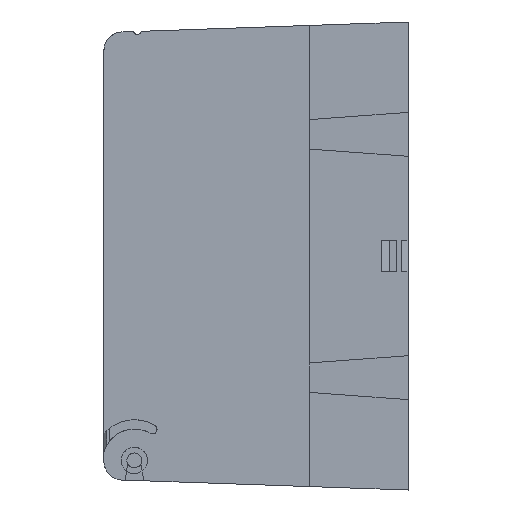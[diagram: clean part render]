
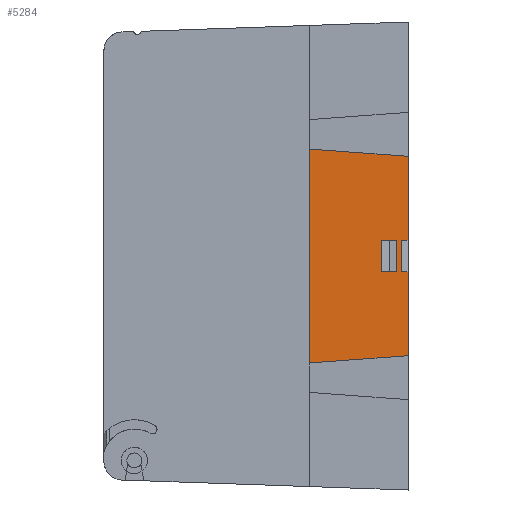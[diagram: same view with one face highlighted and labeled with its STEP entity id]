
A CAD part, left-side view. The second image highlights one B-rep face of the part: STEP entity #5284.
In plain terms, the highlighted planar face has unit normal (1, 0, 0).
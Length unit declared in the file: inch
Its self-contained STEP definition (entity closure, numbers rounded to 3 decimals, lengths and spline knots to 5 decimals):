
#6 = VERTEX_POINT ( 'NONE', #4211 ) ;
#18 = FACE_OUTER_BOUND ( 'NONE', #34348, .T. ) ;
#208 = DIRECTION ( 'NONE',  ( 0., 0., 1. ) ) ;
#424 = EDGE_CURVE ( 'NONE', #6, #19736, #13869, .T. ) ;
#660 = CARTESIAN_POINT ( 'NONE',  ( -2.6392, -1.675, -1.065 ) ) ;
#669 = DIRECTION ( 'NONE',  ( 0., 1., 0. ) ) ;
#901 = DIRECTION ( 'NONE',  ( 0., 1., 0. ) ) ;
#1469 = ORIENTED_EDGE ( 'NONE', *, *, #7541, .F. ) ;
#2288 = DIRECTION ( 'NONE',  ( 0., 0.997, 0.074 ) ) ;
#2382 = CARTESIAN_POINT ( 'NONE',  ( -2.6392, -1.605, 0.17 ) ) ;
#2599 = VECTOR ( 'NONE', #2288, 39.37008 ) ;
#2933 = CARTESIAN_POINT ( 'NONE',  ( -2.6392, -1.675, 1.065 ) ) ;
#3134 = LINE ( 'NONE', #18032, #9772 ) ;
#3201 = LINE ( 'NONE', #34401, #28402 ) ;
#3596 = DIRECTION ( 'NONE',  ( 0., -1., 0. ) ) ;
#4143 = CARTESIAN_POINT ( 'NONE',  ( -2.6392, -1.3934, 0.17 ) ) ;
#4185 = EDGE_CURVE ( 'NONE', #14207, #6, #16786, .T. ) ;
#4211 = CARTESIAN_POINT ( 'NONE',  ( -2.6392, -0.625, -1.14282 ) ) ;
#4414 = VECTOR ( 'NONE', #901, 39.37008 ) ;
#4511 = LINE ( 'NONE', #14725, #33507 ) ;
#4717 = VERTEX_POINT ( 'NONE', #23446 ) ;
#5284 = ADVANCED_FACE ( 'NONE', ( #29247, #18 ), #31973, .F. ) ;
#5602 = ORIENTED_EDGE ( 'NONE', *, *, #15153, .F. ) ;
#6012 = VERTEX_POINT ( 'NONE', #15106 ) ;
#6380 = VECTOR ( 'NONE', #33004, 39.37008 ) ;
#6582 = ORIENTED_EDGE ( 'NONE', *, *, #26509, .F. ) ;
#7377 = DIRECTION ( 'NONE',  ( 0., 0., -1. ) ) ;
#7461 = CARTESIAN_POINT ( 'NONE',  ( -2.6392, -0.625, -4.87979 ) ) ;
#7541 = EDGE_CURVE ( 'NONE', #20212, #14929, #4511, .T. ) ;
#7642 = VECTOR ( 'NONE', #18749, 39.37008 ) ;
#7703 = VECTOR ( 'NONE', #208, 39.37008 ) ;
#8357 = VECTOR ( 'NONE', #7377, 39.37008 ) ;
#8468 = ORIENTED_EDGE ( 'NONE', *, *, #19435, .F. ) ;
#9628 = DIRECTION ( 'NONE',  ( 0., 0., 1. ) ) ;
#9772 = VECTOR ( 'NONE', #9628, 39.37008 ) ;
#10313 = ORIENTED_EDGE ( 'NONE', *, *, #31196, .F. ) ;
#10753 = AXIS2_PLACEMENT_3D ( 'NONE', #31406, #31371, #31324 ) ;
#10832 = VERTEX_POINT ( 'NONE', #27265 ) ;
#12144 = CARTESIAN_POINT ( 'NONE',  ( -2.6392, -0.625, -0.17 ) ) ;
#12618 = ORIENTED_EDGE ( 'NONE', *, *, #424, .F. ) ;
#12966 = VECTOR ( 'NONE', #21757, 39.37008 ) ;
#13000 = ORIENTED_EDGE ( 'NONE', *, *, #4185, .F. ) ;
#13613 = VECTOR ( 'NONE', #669, 39.37008 ) ;
#13770 = CARTESIAN_POINT ( 'NONE',  ( -2.6392, -1.675, -2.25 ) ) ;
#13869 = LINE ( 'NONE', #17524, #6380 ) ;
#14207 = VERTEX_POINT ( 'NONE', #15039 ) ;
#14548 = DIRECTION ( 'NONE',  ( 0., 0., 1. ) ) ;
#14725 = CARTESIAN_POINT ( 'NONE',  ( -2.6392, -1.605, -2.21333 ) ) ;
#14883 = VERTEX_POINT ( 'NONE', #4143 ) ;
#14929 = VERTEX_POINT ( 'NONE', #2382 ) ;
#15039 = CARTESIAN_POINT ( 'NONE',  ( -2.6392, -0.625, 1.14282 ) ) ;
#15106 = CARTESIAN_POINT ( 'NONE',  ( -2.6392, -1.555, -0.17 ) ) ;
#15127 = CARTESIAN_POINT ( 'NONE',  ( -2.6392, -1.675, -0.17 ) ) ;
#15153 = EDGE_CURVE ( 'NONE', #14929, #4717, #20507, .T. ) ;
#15902 = CARTESIAN_POINT ( 'NONE',  ( -2.6392, -1.675, -2.25 ) ) ;
#16337 = EDGE_CURVE ( 'NONE', #34108, #14207, #25225, .T. ) ;
#16786 = LINE ( 'NONE', #7461, #8357 ) ;
#17524 = CARTESIAN_POINT ( 'NONE',  ( -2.6392, -0.625, -1.14282 ) ) ;
#17810 = CARTESIAN_POINT ( 'NONE',  ( -2.6392, -1.555, -2.21333 ) ) ;
#18032 = CARTESIAN_POINT ( 'NONE',  ( -2.6392, -1.3934, -2.21333 ) ) ;
#18749 = DIRECTION ( 'NONE',  ( 0., 0., 1. ) ) ;
#19435 = EDGE_CURVE ( 'NONE', #19736, #33660, #21959, .T. ) ;
#19736 = VERTEX_POINT ( 'NONE', #660 ) ;
#20185 = EDGE_LOOP ( 'NONE', ( #10313, #21215, #25610, #34707 ) ) ;
#20212 = VERTEX_POINT ( 'NONE', #29351 ) ;
#20507 = LINE ( 'NONE', #33925, #12966 ) ;
#21062 = VECTOR ( 'NONE', #26360, 39.37008 ) ;
#21186 = CARTESIAN_POINT ( 'NONE',  ( -2.6392, -1.3934, -0.17 ) ) ;
#21196 = LINE ( 'NONE', #31566, #13613 ) ;
#21215 = ORIENTED_EDGE ( 'NONE', *, *, #22601, .F. ) ;
#21380 = EDGE_CURVE ( 'NONE', #33660, #20212, #21196, .T. ) ;
#21757 = DIRECTION ( 'NONE',  ( 0., -1., 0. ) ) ;
#21959 = LINE ( 'NONE', #13770, #7703 ) ;
#22601 = EDGE_CURVE ( 'NONE', #10832, #6012, #28499, .T. ) ;
#23446 = CARTESIAN_POINT ( 'NONE',  ( -2.6392, -1.675, 0.17 ) ) ;
#23658 = CARTESIAN_POINT ( 'NONE',  ( -2.6392, -1.675, 1.065 ) ) ;
#25225 = LINE ( 'NONE', #2933, #2599 ) ;
#25321 = ORIENTED_EDGE ( 'NONE', *, *, #21380, .F. ) ;
#25610 = ORIENTED_EDGE ( 'NONE', *, *, #34338, .F. ) ;
#25942 = VERTEX_POINT ( 'NONE', #21186 ) ;
#26360 = DIRECTION ( 'NONE',  ( 0., 0., -1. ) ) ;
#26509 = EDGE_CURVE ( 'NONE', #4717, #34108, #30205, .T. ) ;
#27265 = CARTESIAN_POINT ( 'NONE',  ( -2.6392, -1.555, 0.17 ) ) ;
#28402 = VECTOR ( 'NONE', #3596, 39.37008 ) ;
#28435 = ORIENTED_EDGE ( 'NONE', *, *, #16337, .F. ) ;
#28499 = LINE ( 'NONE', #17810, #21062 ) ;
#29247 = FACE_BOUND ( 'NONE', #20185, .T. ) ;
#29351 = CARTESIAN_POINT ( 'NONE',  ( -2.6392, -1.605, -0.17 ) ) ;
#30205 = LINE ( 'NONE', #15902, #7642 ) ;
#30737 = EDGE_CURVE ( 'NONE', #25942, #14883, #3134, .T. ) ;
#31196 = EDGE_CURVE ( 'NONE', #6012, #25942, #33410, .T. ) ;
#31324 = DIRECTION ( 'NONE',  ( 0., 0., 1. ) ) ;
#31371 = DIRECTION ( 'NONE',  ( -1., 0., 0. ) ) ;
#31406 = CARTESIAN_POINT ( 'NONE',  ( -2.6392, -0.625, -2.21333 ) ) ;
#31566 = CARTESIAN_POINT ( 'NONE',  ( -2.6392, -0.625, -0.17 ) ) ;
#31973 = PLANE ( 'NONE',  #10753 ) ;
#33004 = DIRECTION ( 'NONE',  ( 0., -0.997, 0.074 ) ) ;
#33410 = LINE ( 'NONE', #12144, #4414 ) ;
#33507 = VECTOR ( 'NONE', #14548, 39.37008 ) ;
#33660 = VERTEX_POINT ( 'NONE', #15127 ) ;
#33925 = CARTESIAN_POINT ( 'NONE',  ( -2.6392, -0.625, 0.17 ) ) ;
#34108 = VERTEX_POINT ( 'NONE', #23658 ) ;
#34338 = EDGE_CURVE ( 'NONE', #14883, #10832, #3201, .T. ) ;
#34348 = EDGE_LOOP ( 'NONE', ( #25321, #8468, #12618, #13000, #28435, #6582, #5602, #1469 ) ) ;
#34401 = CARTESIAN_POINT ( 'NONE',  ( -2.6392, -0.625, 0.17 ) ) ;
#34707 = ORIENTED_EDGE ( 'NONE', *, *, #30737, .F. ) ;
